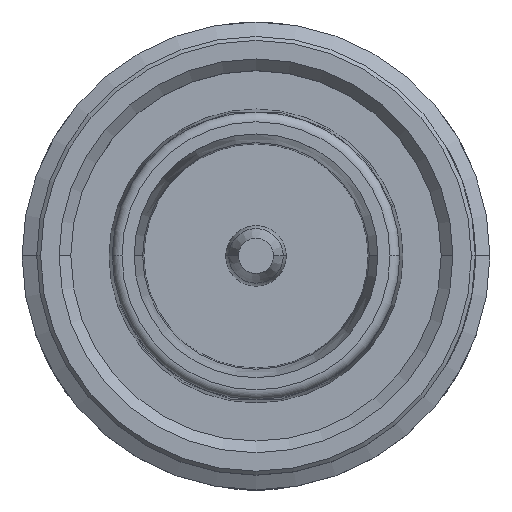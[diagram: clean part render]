
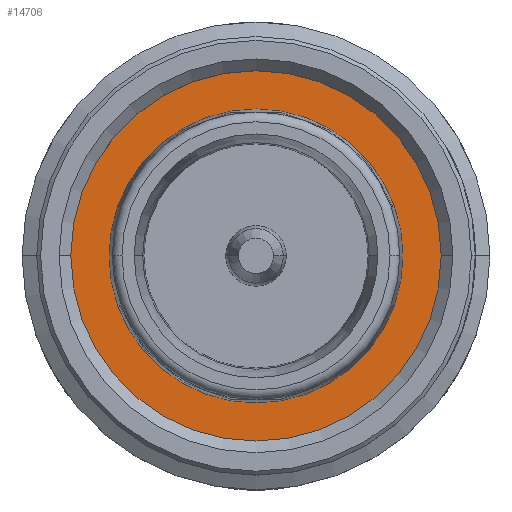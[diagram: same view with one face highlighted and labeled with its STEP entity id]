
A CAD part, top view. The second image highlights one B-rep face of the part: STEP entity #14706.
In plain terms, the highlighted planar face has unit normal (0, 0, 1).
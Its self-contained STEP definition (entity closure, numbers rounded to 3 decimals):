
#562 = AXIS2_PLACEMENT_3D ( 'NONE', #12196, #12074, #4077 ) ;
#586 = DIRECTION ( 'NONE',  ( 0., 0., 1. ) ) ;
#645 = CARTESIAN_POINT ( 'NONE',  ( 0., 0., -4.127 ) ) ;
#938 = CARTESIAN_POINT ( 'NONE',  ( 0., 0., -4.127 ) ) ;
#1254 = PLANE ( 'NONE',  #562 ) ;
#2895 = VERTEX_POINT ( 'NONE', #14130 ) ;
#3347 = DIRECTION ( 'NONE',  ( 0., 0., -1. ) ) ;
#3583 = AXIS2_PLACEMENT_3D ( 'NONE', #10074, #5914, #7226 ) ;
#4052 = EDGE_LOOP ( 'NONE', ( #8095, #12957 ) ) ;
#4077 = DIRECTION ( 'NONE',  ( -1., 0., 0. ) ) ;
#4834 = AXIS2_PLACEMENT_3D ( 'NONE', #7289, #586, #10071 ) ;
#5914 = DIRECTION ( 'NONE',  ( 0., 0., -1. ) ) ;
#6732 = AXIS2_PLACEMENT_3D ( 'NONE', #645, #3347, #13010 ) ;
#6966 = VERTEX_POINT ( 'NONE', #12133 ) ;
#7226 = DIRECTION ( 'NONE',  ( -1., 0., 0. ) ) ;
#7289 = CARTESIAN_POINT ( 'NONE',  ( 0., 0., -4.127 ) ) ;
#8020 = CIRCLE ( 'NONE', #4834, 9.5 ) ;
#8095 = ORIENTED_EDGE ( 'NONE', *, *, #10180, .T. ) ;
#8423 = CARTESIAN_POINT ( 'NONE',  ( 9.5, 0., -4.127 ) ) ;
#8961 = DIRECTION ( 'NONE',  ( 0., 0., 1. ) ) ;
#9076 = EDGE_CURVE ( 'NONE', #13110, #6966, #11655, .T. ) ;
#9901 = EDGE_LOOP ( 'NONE', ( #15286, #12304 ) ) ;
#10071 = DIRECTION ( 'NONE',  ( -1., 0., 0. ) ) ;
#10074 = CARTESIAN_POINT ( 'NONE',  ( 0., 0., -4.127 ) ) ;
#10180 = EDGE_CURVE ( 'NONE', #12282, #2895, #8020, .T. ) ;
#11655 = CIRCLE ( 'NONE', #3583, 7.54 ) ;
#11999 = FACE_OUTER_BOUND ( 'NONE', #4052, .T. ) ;
#12074 = DIRECTION ( 'NONE',  ( 0., 0., -1. ) ) ;
#12133 = CARTESIAN_POINT ( 'NONE',  ( 7.54, 0., -4.127 ) ) ;
#12196 = CARTESIAN_POINT ( 'NONE',  ( 0., 0., -4.127 ) ) ;
#12282 = VERTEX_POINT ( 'NONE', #8423 ) ;
#12304 = ORIENTED_EDGE ( 'NONE', *, *, #9076, .T. ) ;
#12600 = EDGE_CURVE ( 'NONE', #6966, #13110, #17434, .T. ) ;
#12957 = ORIENTED_EDGE ( 'NONE', *, *, #17341, .T. ) ;
#13010 = DIRECTION ( 'NONE',  ( -1., 0., 0. ) ) ;
#13110 = VERTEX_POINT ( 'NONE', #15792 ) ;
#14130 = CARTESIAN_POINT ( 'NONE',  ( -9.5, 0., -4.127 ) ) ;
#14706 = ADVANCED_FACE ( 'NONE', ( #17324, #11999 ), #1254, .F. ) ;
#15286 = ORIENTED_EDGE ( 'NONE', *, *, #12600, .T. ) ;
#15511 = AXIS2_PLACEMENT_3D ( 'NONE', #938, #8961, #15652 ) ;
#15652 = DIRECTION ( 'NONE',  ( -1., 0., 0. ) ) ;
#15792 = CARTESIAN_POINT ( 'NONE',  ( -7.54, 0., -4.127 ) ) ;
#16734 = CIRCLE ( 'NONE', #15511, 9.5 ) ;
#17324 = FACE_BOUND ( 'NONE', #9901, .T. ) ;
#17341 = EDGE_CURVE ( 'NONE', #2895, #12282, #16734, .T. ) ;
#17434 = CIRCLE ( 'NONE', #6732, 7.54 ) ;
